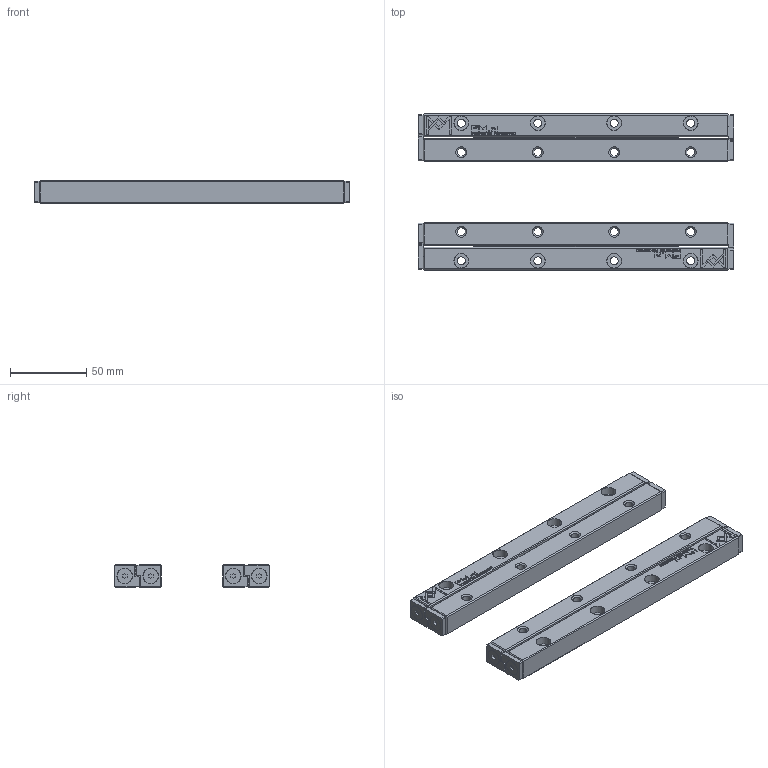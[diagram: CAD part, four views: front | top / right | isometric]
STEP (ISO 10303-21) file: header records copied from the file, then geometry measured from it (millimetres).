
FILE_DESCRIPTION(/* description */ (''),/* implementation_level */ '2;1');
FILE_NAME(/* name */ 'Set RSDE-6200x20KRE_stp_stp.stp',/* time_stamp */ '2025-06-03T09:56:55+02:00',/* author */ (''),/* organization */ (''),/* preprocessor_version */ 'ST-DEVELOPER v16.7',/* originating_system */ 'SIEMENS PLM Software NX 12.0',/* authorisation */ '');
FILE_SCHEMA (('AUTOMOTIVE_DESIGN { 1 0 10303 214 3 1 1 1 }'));
Products named in the file (1): Set RSDE-6200x20KRE_stp_stp
Bounding box: 206.4 x 102 x 15 mm (x, y, z)
Volume: 168101.9 mm3; surface area: 79923.9 mm2
Topology: 64 solids, 64 shells, 2752 faces, 7276 edges, 4772 vertices
Faces by surface type: plane 1540, cylinder 608, bspline 360, cone 244
Full cylindrical faces by diameter (mm): 0.8 x168, 4 x40, 4.351 x8, 5 x8, 5.188 x16, 5.2 x8, 6 x48, 9.5 x16, 10 x8
Entity records: 91679 total; most frequent: CARTESIAN_POINT 18829, ORIENTED_EDGE 13040, DIRECTION 12182, EDGE_CURVE 6520, VERTEX_POINT 4588, LINE 4204, VECTOR 4204, AXIS2_PLACEMENT_3D 3989
